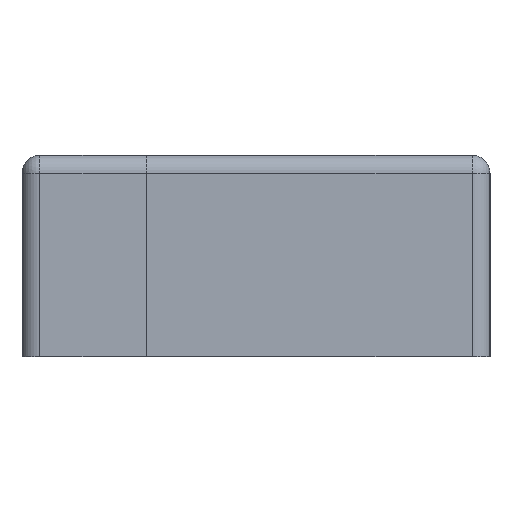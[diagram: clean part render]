
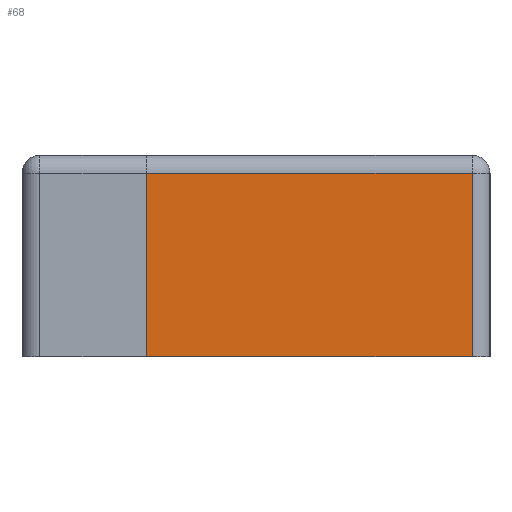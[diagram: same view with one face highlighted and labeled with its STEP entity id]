
A CAD part, left-side view. The second image highlights one B-rep face of the part: STEP entity #68.
In plain terms, the highlighted planar face has unit normal (-1, 0, 0).
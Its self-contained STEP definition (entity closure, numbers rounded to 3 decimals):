
#68=ADVANCED_FACE('NONE',(#190),#191,.F.);
#190=FACE_OUTER_BOUND('',#429,.T.);
#191=PLANE('',#430);
#429=EDGE_LOOP('',(#738,#739,#740,#741));
#430=AXIS2_PLACEMENT_3D('',#742,#743,#744);
#738=ORIENTED_EDGE('',*,*,#1551,.T.);
#739=ORIENTED_EDGE('',*,*,#1552,.F.);
#740=ORIENTED_EDGE('',*,*,#1553,.T.);
#741=ORIENTED_EDGE('',*,*,#1554,.T.);
#742=CARTESIAN_POINT('',(-73.5,19.75,8.5));
#743=DIRECTION('',(1.0,-0.0,0.0));
#744=DIRECTION('',(0.0,1.0,-0.0));
#1551=EDGE_CURVE('NONE',#1865,#1866,#1867,.T.);
#1552=EDGE_CURVE('NONE',#1868,#1866,#1869,.T.);
#1553=EDGE_CURVE('NONE',#1868,#1870,#1871,.T.);
#1554=EDGE_CURVE('NONE',#1870,#1865,#1872,.T.);
#1865=VERTEX_POINT('NONE',#2341);
#1866=VERTEX_POINT('NONE',#2342);
#1867=LINE('',#2343,#2344);
#1868=VERTEX_POINT('NONE',#2345);
#1869=LINE('',#2346,#2347);
#1870=VERTEX_POINT('NONE',#2348);
#1871=LINE('',#2349,#2350);
#1872=LINE('',#2351,#2352);
#2341=CARTESIAN_POINT('',(-73.5,-18.25,7.0));
#2342=CARTESIAN_POINT('',(-73.5,9.245,7.0));
#2343=CARTESIAN_POINT('',(-73.5,19.75,7.0));
#2344=VECTOR('',#2943,1000.0);
#2345=CARTESIAN_POINT('',(-73.5,9.245,-8.5));
#2346=CARTESIAN_POINT('',(-73.5,9.245,-8.5));
#2347=VECTOR('',#2944,1000.0);
#2348=CARTESIAN_POINT('',(-73.5,-18.25,-8.5));
#2349=CARTESIAN_POINT('',(-73.5,19.75,-8.5));
#2350=VECTOR('',#2945,1000.0);
#2351=CARTESIAN_POINT('',(-73.5,-18.25,8.5));
#2352=VECTOR('',#2946,1000.0);
#2943=DIRECTION('',(-0.0,1.0,-0.0));
#2944=DIRECTION('',(-0.0,-0.0,1.0));
#2945=DIRECTION('',(0.0,-1.0,0.0));
#2946=DIRECTION('',(-0.0,-0.0,1.0));
